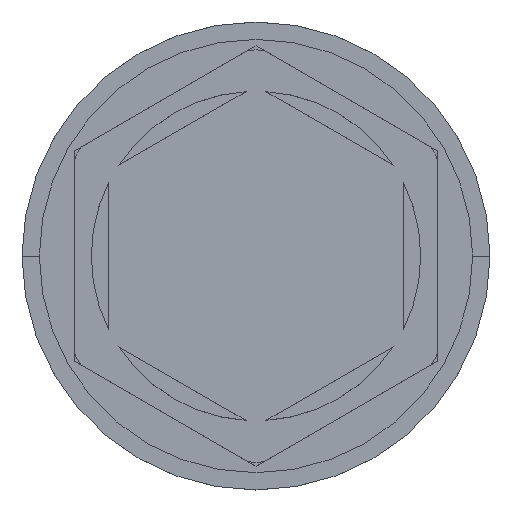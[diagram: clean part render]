
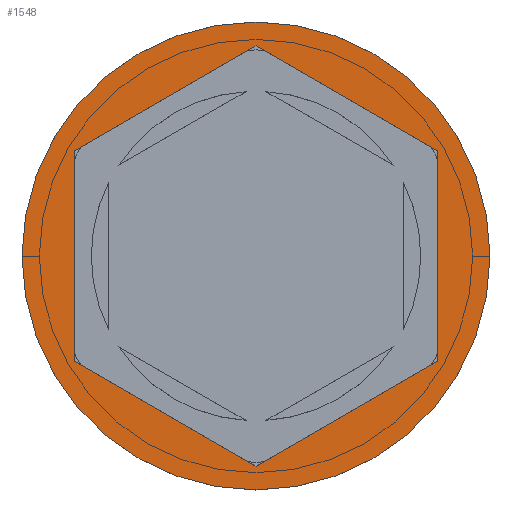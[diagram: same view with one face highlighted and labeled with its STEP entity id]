
A CAD part, top view. The second image highlights one B-rep face of the part: STEP entity #1548.
In plain terms, the highlighted planar face has unit normal (0, 0, 1).
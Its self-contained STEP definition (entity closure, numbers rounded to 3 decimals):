
#31 = CARTESIAN_POINT ( 'NONE',  ( 0., 6.062, 0. ) ) ;
#47 = LINE ( 'NONE', #3234, #3736 ) ;
#110 = EDGE_CURVE ( 'NONE', #2794, #2007, #47, .T. ) ;
#205 = VERTEX_POINT ( 'NONE', #1183 ) ;
#223 = DIRECTION ( 'NONE',  ( -0.866, -0.5, 0. ) ) ;
#225 = ORIENTED_EDGE ( 'NONE', *, *, #1779, .F. ) ;
#238 = EDGE_CURVE ( 'NONE', #2007, #3188, #3948, .T. ) ;
#249 = CARTESIAN_POINT ( 'NONE',  ( 5.25, 3.031, 0. ) ) ;
#393 = CARTESIAN_POINT ( 'NONE',  ( -5.25, -3.031, 0. ) ) ;
#492 = DIRECTION ( 'NONE',  ( -0.866, 0.5, 0. ) ) ;
#559 = PLANE ( 'NONE',  #3197 ) ;
#577 = DIRECTION ( 'NONE',  ( 0., 0., 1. ) ) ;
#610 = ORIENTED_EDGE ( 'NONE', *, *, #3681, .T. ) ;
#661 = DIRECTION ( 'NONE',  ( 1., 0., 0. ) ) ;
#830 = LINE ( 'NONE', #1769, #2486 ) ;
#851 = LINE ( 'NONE', #1076, #1967 ) ;
#1006 = DIRECTION ( 'NONE',  ( 0., 0., 1. ) ) ;
#1076 = CARTESIAN_POINT ( 'NONE',  ( 0., -6.062, 0. ) ) ;
#1113 = CARTESIAN_POINT ( 'NONE',  ( -5.25, -3.031, 0. ) ) ;
#1134 = VERTEX_POINT ( 'NONE', #393 ) ;
#1183 = CARTESIAN_POINT ( 'NONE',  ( 0., -6.062, 0. ) ) ;
#1194 = CARTESIAN_POINT ( 'NONE',  ( 0., 0., 0. ) ) ;
#1293 = DIRECTION ( 'NONE',  ( 0., 1., 0. ) ) ;
#1399 = EDGE_CURVE ( 'NONE', #1531, #1134, #1696, .T. ) ;
#1457 = DIRECTION ( 'NONE',  ( 0., -1., 0. ) ) ;
#1531 = VERTEX_POINT ( 'NONE', #3080 ) ;
#1548 = ADVANCED_FACE ( 'NONE', ( #3358, #2429 ), #559, .T. ) ;
#1619 = ORIENTED_EDGE ( 'NONE', *, *, #2144, .F. ) ;
#1637 = VECTOR ( 'NONE', #1457, 1000. ) ;
#1696 = LINE ( 'NONE', #3238, #1637 ) ;
#1769 = CARTESIAN_POINT ( 'NONE',  ( 0., 6.062, 0. ) ) ;
#1779 = EDGE_CURVE ( 'NONE', #3188, #1531, #830, .T. ) ;
#1967 = VECTOR ( 'NONE', #2092, 1000. ) ;
#1973 = CARTESIAN_POINT ( 'NONE',  ( 5.25, 3.031, 0. ) ) ;
#2007 = VERTEX_POINT ( 'NONE', #1973 ) ;
#2072 = LINE ( 'NONE', #1113, #3513 ) ;
#2092 = DIRECTION ( 'NONE',  ( 0.866, 0.5, 0. ) ) ;
#2144 = EDGE_CURVE ( 'NONE', #1134, #205, #2072, .T. ) ;
#2161 = ORIENTED_EDGE ( 'NONE', *, *, #2166, .F. ) ;
#2166 = EDGE_CURVE ( 'NONE', #205, #2794, #851, .T. ) ;
#2226 = CIRCLE ( 'NONE', #2359, 6.75 ) ;
#2228 = AXIS2_PLACEMENT_3D ( 'NONE', #1194, #3025, #3687 ) ;
#2331 = VERTEX_POINT ( 'NONE', #3570 ) ;
#2359 = AXIS2_PLACEMENT_3D ( 'NONE', #3183, #1006, #661 ) ;
#2429 = FACE_OUTER_BOUND ( 'NONE', #3374, .T. ) ;
#2475 = CARTESIAN_POINT ( 'NONE',  ( 5.25, -3.031, 0. ) ) ;
#2486 = VECTOR ( 'NONE', #223, 1000. ) ;
#2621 = ORIENTED_EDGE ( 'NONE', *, *, #1399, .F. ) ;
#2661 = ORIENTED_EDGE ( 'NONE', *, *, #3173, .T. ) ;
#2778 = DIRECTION ( 'NONE',  ( 1., 0., 0. ) ) ;
#2794 = VERTEX_POINT ( 'NONE', #2475 ) ;
#2904 = VERTEX_POINT ( 'NONE', #3121 ) ;
#3025 = DIRECTION ( 'NONE',  ( 0., 0., 1. ) ) ;
#3080 = CARTESIAN_POINT ( 'NONE',  ( -5.25, 3.031, 0. ) ) ;
#3121 = CARTESIAN_POINT ( 'NONE',  ( -6.75, 0., 0. ) ) ;
#3173 = EDGE_CURVE ( 'NONE', #2331, #2904, #2226, .T. ) ;
#3183 = CARTESIAN_POINT ( 'NONE',  ( 0., 0., 0. ) ) ;
#3188 = VERTEX_POINT ( 'NONE', #31 ) ;
#3197 = AXIS2_PLACEMENT_3D ( 'NONE', #3703, #577, #2778 ) ;
#3234 = CARTESIAN_POINT ( 'NONE',  ( 5.25, -3.031, 0. ) ) ;
#3238 = CARTESIAN_POINT ( 'NONE',  ( -5.25, 3.031, 0. ) ) ;
#3358 = FACE_BOUND ( 'NONE', #3506, .T. ) ;
#3374 = EDGE_LOOP ( 'NONE', ( #2661, #610 ) ) ;
#3506 = EDGE_LOOP ( 'NONE', ( #3611, #3807, #2161, #1619, #2621, #225 ) ) ;
#3513 = VECTOR ( 'NONE', #3865, 1000. ) ;
#3570 = CARTESIAN_POINT ( 'NONE',  ( 6.75, 0., 0. ) ) ;
#3611 = ORIENTED_EDGE ( 'NONE', *, *, #238, .F. ) ;
#3681 = EDGE_CURVE ( 'NONE', #2904, #2331, #3987, .T. ) ;
#3687 = DIRECTION ( 'NONE',  ( 1., 0., 0. ) ) ;
#3703 = CARTESIAN_POINT ( 'NONE',  ( 0., 0., 0. ) ) ;
#3736 = VECTOR ( 'NONE', #1293, 1000. ) ;
#3800 = VECTOR ( 'NONE', #492, 1000. ) ;
#3807 = ORIENTED_EDGE ( 'NONE', *, *, #110, .F. ) ;
#3865 = DIRECTION ( 'NONE',  ( 0.866, -0.5, 0. ) ) ;
#3948 = LINE ( 'NONE', #249, #3800 ) ;
#3987 = CIRCLE ( 'NONE', #2228, 6.75 ) ;
